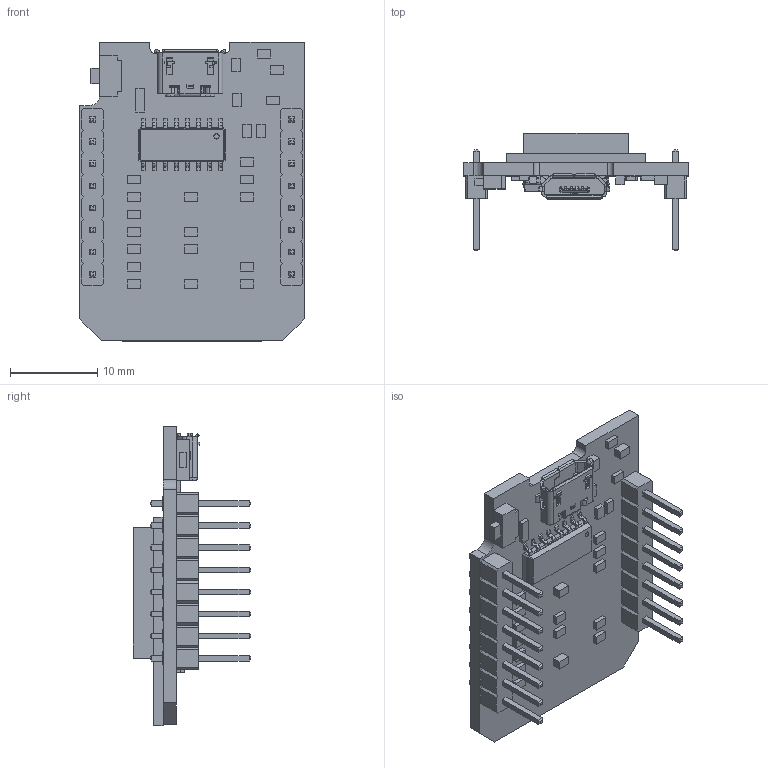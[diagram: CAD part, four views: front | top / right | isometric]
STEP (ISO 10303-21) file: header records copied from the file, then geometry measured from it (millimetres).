
FILE_DESCRIPTION(/* description */ (''),/* implementation_level */ '2;1');
FILE_NAME(/* name */ 'WEMOS-D1-MINI.STEP',/* time_stamp */ '2021-03-22T13:50:38-03:00',/* author */ ('laguerre'),/* organization */ (''),/* preprocessor_version */ 'ST-DEVELOPER v17',/* originating_system */ 'Autodesk Inventor 2018',/* authorisation */ '');
FILE_SCHEMA (('AUTOMOTIVE_DESIGN { 1 0 10303 214 3 1 1 }'));
Products named in the file (3): Wemos_d1_mini-detailed_assembly; WEMOS-D1-mini_detailed; Pin_header_str_1x08_p2_54mm
Assembly tree (3 placements, depth 2):
  Wemos_d1_mini-detailed_assembly
    WEMOS-D1-mini_detailed
    Pin_header_str_1x08_p2_54mm  x2
Bounding box: 25.8 x 13.44 x 34.45 mm (x, y, z)
Volume: 2551.8 mm3; surface area: 4693 mm2
Topology: 32 solids, 32 shells, 1923 faces, 5095 edges, 3330 vertices
Faces by surface type: plane 1443, bspline 240, cylinder 230, cone 6, sphere 4
Full cylindrical faces by diameter (mm): 0.6 x1, 0.95 x2, 1 x16, 1.3 x2, 1.5 x16
Entity records: 67436 total; most frequent: CARTESIAN_POINT 24419, ORIENTED_EDGE 9248, DIRECTION 7636, EDGE_CURVE 4624, LINE 3622, VECTOR 3622, VERTEX_POINT 3038, AXIS2_PLACEMENT_3D 2007
